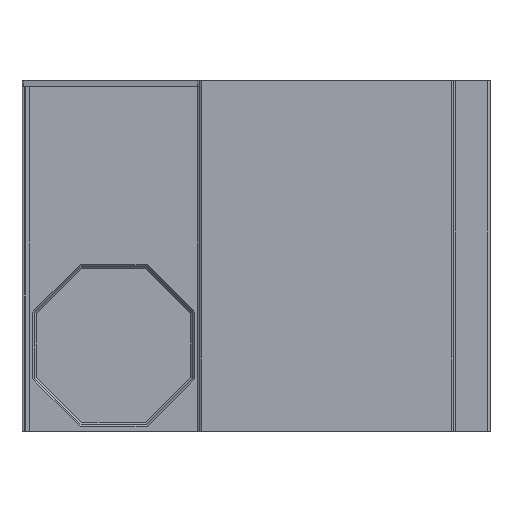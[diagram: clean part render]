
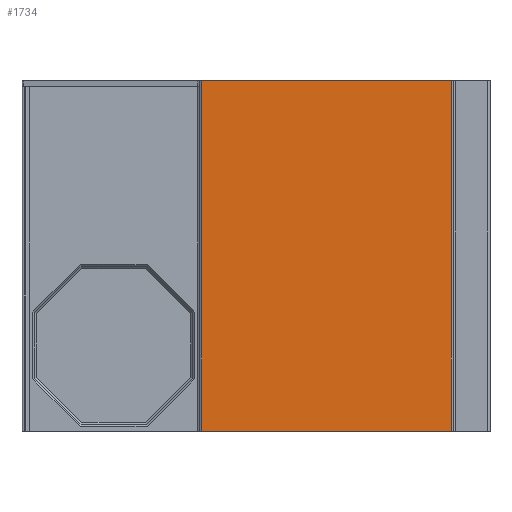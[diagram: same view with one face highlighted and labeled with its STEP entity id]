
A CAD part, top view. The second image highlights one B-rep face of the part: STEP entity #1734.
In plain terms, the highlighted planar face has unit normal (0, 0, 1).
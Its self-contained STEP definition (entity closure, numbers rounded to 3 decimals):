
#828 = VERTEX_POINT('',#829);
#829 = CARTESIAN_POINT('',(-1.9,90.5,3.));
#836 = EDGE_CURVE('',#828,#837,#839,.T.);
#837 = VERTEX_POINT('',#838);
#838 = CARTESIAN_POINT('',(126.9,90.5,3.));
#839 = LINE('',#840,#841);
#840 = CARTESIAN_POINT('',(-3.,90.5,3.));
#841 = VECTOR('',#842,1.);
#842 = DIRECTION('',(1.,0.,0.));
#1116 = VERTEX_POINT('',#1117);
#1117 = CARTESIAN_POINT('',(-1.9,-90.5,3.));
#1124 = EDGE_CURVE('',#1116,#1125,#1127,.T.);
#1125 = VERTEX_POINT('',#1126);
#1126 = CARTESIAN_POINT('',(126.9,-90.5,3.));
#1127 = LINE('',#1128,#1129);
#1128 = CARTESIAN_POINT('',(-3.,-90.5,3.));
#1129 = VECTOR('',#1130,1.);
#1130 = DIRECTION('',(1.,0.,0.));
#1705 = EDGE_CURVE('',#828,#1116,#1706,.T.);
#1706 = LINE('',#1707,#1708);
#1707 = CARTESIAN_POINT('',(-1.9,90.5,3.));
#1708 = VECTOR('',#1709,1.);
#1709 = DIRECTION('',(0.,-1.,0.));
#1734 = ADVANCED_FACE('',(#1735),#1746,.T.);
#1735 = FACE_BOUND('',#1736,.T.);
#1736 = EDGE_LOOP('',(#1737,#1738,#1739,#1740));
#1737 = ORIENTED_EDGE('',*,*,#836,.F.);
#1738 = ORIENTED_EDGE('',*,*,#1705,.T.);
#1739 = ORIENTED_EDGE('',*,*,#1124,.T.);
#1740 = ORIENTED_EDGE('',*,*,#1741,.F.);
#1741 = EDGE_CURVE('',#837,#1125,#1742,.T.);
#1742 = LINE('',#1743,#1744);
#1743 = CARTESIAN_POINT('',(126.9,90.5,3.));
#1744 = VECTOR('',#1745,1.);
#1745 = DIRECTION('',(0.,-1.,0.));
#1746 = PLANE('',#1747);
#1747 = AXIS2_PLACEMENT_3D('',#1748,#1749,#1750);
#1748 = CARTESIAN_POINT('',(-3.,90.5,3.));
#1749 = DIRECTION('',(0.,0.,1.));
#1750 = DIRECTION('',(1.,0.,0.));
